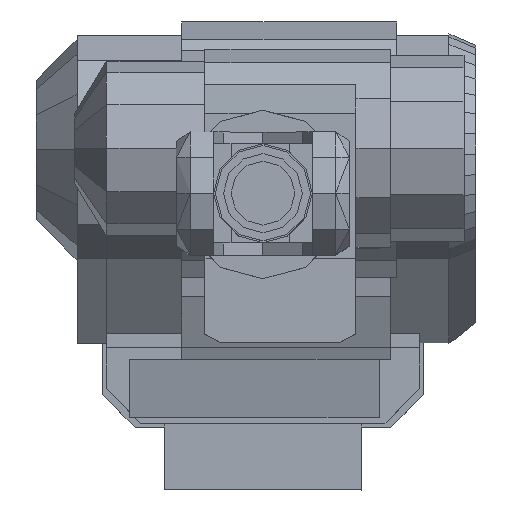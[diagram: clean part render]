
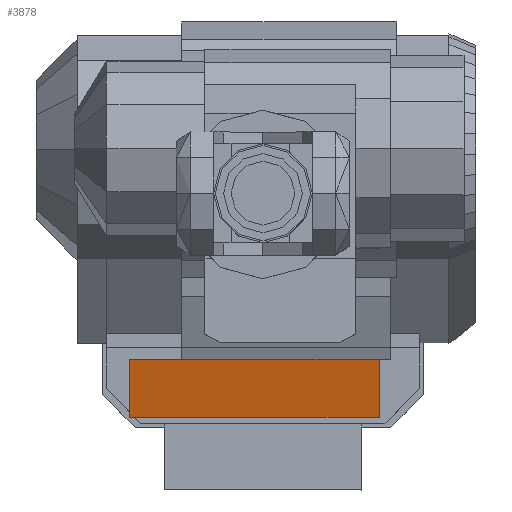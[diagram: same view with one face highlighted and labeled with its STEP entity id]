
A CAD part, top view. The second image highlights one B-rep face of the part: STEP entity #3878.
In plain terms, the highlighted planar face has unit normal (0, -0.233, 0.972).
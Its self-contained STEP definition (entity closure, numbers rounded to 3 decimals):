
#1640=CARTESIAN_POINT('Vertex',(-115.,-130.,270.)) ;
#1644=CARTESIAN_POINT('Control Point',(-115.,-130.,270.)) ;
#1645=CARTESIAN_POINT('Control Point',(-115.,-80.,282.)) ;
#1646=CARTESIAN_POINT('Vertex',(-115.,-80.,282.)) ;
#2142=CARTESIAN_POINT('Vertex',(100.,-130.,270.)) ;
#2146=CARTESIAN_POINT('Control Point',(100.,-130.,270.)) ;
#2147=CARTESIAN_POINT('Control Point',(-115.,-130.,270.)) ;
#3827=CARTESIAN_POINT('Vertex',(100.,-80.,282.)) ;
#3831=CARTESIAN_POINT('Control Point',(100.,-80.,282.)) ;
#3832=CARTESIAN_POINT('Control Point',(100.,-130.,270.)) ;
#3849=CARTESIAN_POINT('Control Point',(-115.,-80.,282.)) ;
#3850=CARTESIAN_POINT('Control Point',(-70.,-80.,282.)) ;
#3851=CARTESIAN_POINT('Vertex',(-70.,-80.,282.)) ;
#3855=CARTESIAN_POINT('Control Point',(-70.,-80.,282.)) ;
#3856=CARTESIAN_POINT('Control Point',(100.,-80.,282.)) ;
#3866=CARTESIAN_POINT('Axis2P3D Location',(-115.,-80.,282.)) ;
#3867=DIRECTION('Axis2P3D Direction',(0.,-0.233,0.972)) ;
#3868=DIRECTION('Axis2P3D XDirection',(0.,-0.972,-0.233)) ;
#3869=AXIS2_PLACEMENT_3D('Plane Axis2P3D',#3866,#3867,#3868) ;
#3872=ORIENTED_EDGE('',*,*,#1648,.T.) ;
#3873=ORIENTED_EDGE('',*,*,#2148,.T.) ;
#3874=ORIENTED_EDGE('',*,*,#3833,.F.) ;
#3875=ORIENTED_EDGE('',*,*,#3857,.T.) ;
#3876=ORIENTED_EDGE('',*,*,#3853,.T.) ;
#3878=ADVANCED_FACE('',(#3877),#3870,.T.) ;
#1648=EDGE_CURVE('',#1647,#1641,#1643,.F.) ;
#2148=EDGE_CURVE('',#1641,#2143,#2145,.F.) ;
#3833=EDGE_CURVE('',#3828,#2143,#3830,.T.) ;
#3853=EDGE_CURVE('',#3852,#1647,#3848,.F.) ;
#3857=EDGE_CURVE('',#3828,#3852,#3854,.F.) ;
#3871=EDGE_LOOP('',(#3872,#3873,#3874,#3875,#3876)) ;
#3877=FACE_OUTER_BOUND('',#3871,.T.) ;
#3870=PLANE('Plane',#3869) ;
#1641=VERTEX_POINT('',#1640) ;
#1647=VERTEX_POINT('',#1646) ;
#2143=VERTEX_POINT('',#2142) ;
#3828=VERTEX_POINT('',#3827) ;
#3852=VERTEX_POINT('',#3851) ;
#1643=(BOUNDED_CURVE()B_SPLINE_CURVE(1,(#1644,#1645),.UNSPECIFIED.,.F.,.U.)B_SPLINE_CURVE_WITH_KNOTS((2,2),(0.,51.42),.UNSPECIFIED.)CURVE()GEOMETRIC_REPRESENTATION_ITEM()RATIONAL_B_SPLINE_CURVE((1.,1.))REPRESENTATION_ITEM('Rational BSpline Curve')) ;
#2145=(BOUNDED_CURVE()B_SPLINE_CURVE(1,(#2146,#2147),.UNSPECIFIED.,.F.,.U.)B_SPLINE_CURVE_WITH_KNOTS((2,2),(0.,215.),.UNSPECIFIED.)CURVE()GEOMETRIC_REPRESENTATION_ITEM()RATIONAL_B_SPLINE_CURVE((1.,1.))REPRESENTATION_ITEM('Rational BSpline Curve')) ;
#3830=(BOUNDED_CURVE()B_SPLINE_CURVE(1,(#3831,#3832),.UNSPECIFIED.,.F.,.U.)B_SPLINE_CURVE_WITH_KNOTS((2,2),(0.,51.42),.UNSPECIFIED.)CURVE()GEOMETRIC_REPRESENTATION_ITEM()RATIONAL_B_SPLINE_CURVE((1.,1.))REPRESENTATION_ITEM('Rational BSpline Curve')) ;
#3848=(BOUNDED_CURVE()B_SPLINE_CURVE(1,(#3849,#3850),.UNSPECIFIED.,.F.,.U.)B_SPLINE_CURVE_WITH_KNOTS((2,2),(0.,45.),.UNSPECIFIED.)CURVE()GEOMETRIC_REPRESENTATION_ITEM()RATIONAL_B_SPLINE_CURVE((1.,1.))REPRESENTATION_ITEM('Rational BSpline Curve')) ;
#3854=(BOUNDED_CURVE()B_SPLINE_CURVE(1,(#3855,#3856),.UNSPECIFIED.,.F.,.U.)B_SPLINE_CURVE_WITH_KNOTS((2,2),(45.,215.),.UNSPECIFIED.)CURVE()GEOMETRIC_REPRESENTATION_ITEM()RATIONAL_B_SPLINE_CURVE((1.,1.))REPRESENTATION_ITEM('Rational BSpline Curve')) ;
